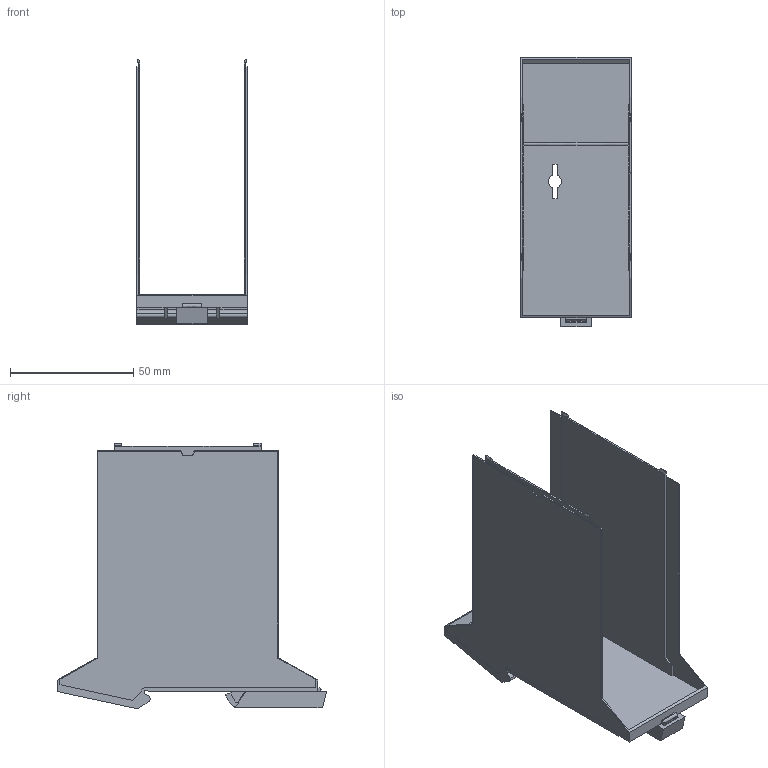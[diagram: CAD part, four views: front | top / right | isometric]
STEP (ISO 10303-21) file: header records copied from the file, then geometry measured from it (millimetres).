
FILE_DESCRIPTION(('CATIA V5 STEP Exchange','CAx-IF Rec.Pracs.--- Model Styling and Organization---1.4--- 2014-01-23'),'2;1');
FILE_NAME ('D1514911_0_2738670000_S3D_CH20M45_B_SIM_BK_BK.stp','2022-01-03T14:24:03+00:00',('none'),('Weidmueller'),'CATIA Version 5-6 Release 2016 SP3 HF44','CATIA V5 STEP AP214','none');
FILE_SCHEMA(('AUTOMOTIVE_DESIGN { 1 0 10303 214 1 1 1 1 }'));
Length unit declared in the file: millimetre
Products named in the file (1): S3D_CH20M45_B_SIM_BK_BK
Bounding box: 45 x 109.3 x 107.82 mm (x, y, z)
Volume: 33252.8 mm3; surface area: 43673.3 mm2
Topology: 2 solids, 2 shells, 174 faces, 584 edges, 419 vertices
Faces by surface type: plane 149, cylinder 13, extrusion 12
Entity records: 6513 total; most frequent: CARTESIAN_POINT 1437, ORIENTED_EDGE 1168, DIRECTION 774, EDGE_CURVE 584, VECTOR 494, LINE 482, VERTEX_POINT 419, EDGE_LOOP 181
